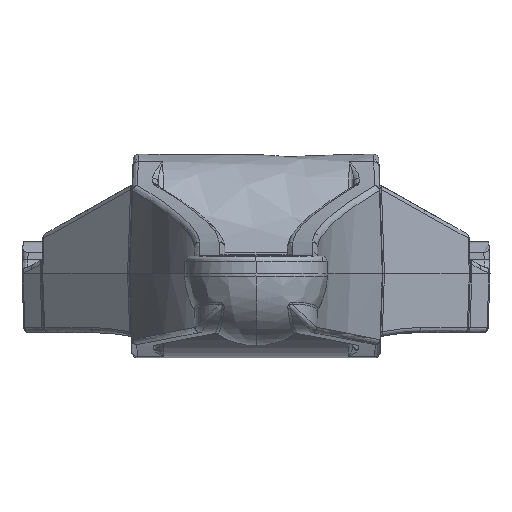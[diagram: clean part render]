
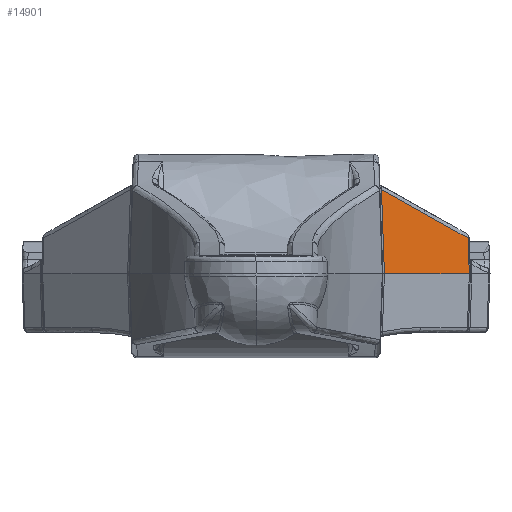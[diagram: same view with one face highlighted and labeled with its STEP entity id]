
A CAD part, left-side view. The second image highlights one B-rep face of the part: STEP entity #14901.
In plain terms, the highlighted planar face has unit normal (-0.707, -0.707, 0.035).
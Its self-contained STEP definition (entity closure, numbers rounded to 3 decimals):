
#4476 = VERTEX_POINT('',#4477);
#4477 = CARTESIAN_POINT('',(202.207,-59.707,
    0.));
#4541 = EDGE_CURVE('',#4542,#4476,#4544,.T.);
#4542 = VERTEX_POINT('',#4543);
#4543 = CARTESIAN_POINT('',(178.439,-35.939,
    0.));
#4544 = B_SPLINE_CURVE_WITH_KNOTS('',1,(#4545,#4546),.UNSPECIFIED.,.F.,
  .F.,(2,2),(0.,1.),.PIECEWISE_BEZIER_KNOTS.);
#4545 = CARTESIAN_POINT('',(178.439,-35.939,
    0.));
#4546 = CARTESIAN_POINT('',(202.207,-59.707,
    0.));
#14901 = ADVANCED_FACE('',(#14902),#14924,.T.);
#14902 = FACE_BOUND('',#14903,.T.);
#14903 = EDGE_LOOP('',(#14904,#14905,#14912,#14919));
#14904 = ORIENTED_EDGE('',*,*,#4541,.T.);
#14905 = ORIENTED_EDGE('',*,*,#14906,.T.);
#14906 = EDGE_CURVE('',#4476,#14907,#14909,.T.);
#14907 = VERTEX_POINT('',#14908);
#14908 = CARTESIAN_POINT('',(202.352,-59.358,
    10.011));
#14909 = B_SPLINE_CURVE_WITH_KNOTS('',1,(#14910,#14911),.UNSPECIFIED.,
  .F.,.F.,(2,2),(0.,1.),.PIECEWISE_BEZIER_KNOTS.);
#14910 = CARTESIAN_POINT('',(202.207,-59.707,
    0.));
#14911 = CARTESIAN_POINT('',(202.352,-59.358,
    10.011));
#14912 = ORIENTED_EDGE('',*,*,#14913,.T.);
#14913 = EDGE_CURVE('',#14907,#14914,#14916,.T.);
#14914 = VERTEX_POINT('',#14915);
#14915 = CARTESIAN_POINT('',(178.781,-35.114,
    23.62));
#14916 = B_SPLINE_CURVE_WITH_KNOTS('',1,(#14917,#14918),.UNSPECIFIED.,
  .F.,.F.,(2,2),(0.,1.),.PIECEWISE_BEZIER_KNOTS.);
#14917 = CARTESIAN_POINT('',(202.352,-59.358,
    10.011));
#14918 = CARTESIAN_POINT('',(178.781,-35.114,
    23.62));
#14919 = ORIENTED_EDGE('',*,*,#14920,.T.);
#14920 = EDGE_CURVE('',#14914,#4542,#14921,.T.);
#14921 = B_SPLINE_CURVE_WITH_KNOTS('',1,(#14922,#14923),.UNSPECIFIED.,
  .F.,.F.,(2,2),(0.,1.),.PIECEWISE_BEZIER_KNOTS.);
#14922 = CARTESIAN_POINT('',(178.781,-35.114,
    23.62));
#14923 = CARTESIAN_POINT('',(178.439,-35.939,
    0.));
#14924 = PLANE('',#14925);
#14925 = AXIS2_PLACEMENT_3D('',#14926,#14927,#14928);
#14926 = CARTESIAN_POINT('',(178.,-35.5,0.));
#14927 = DIRECTION('',(-0.707,-0.707,0.035
    ));
#14928 = DIRECTION('',(0.707,-0.707,0.));
